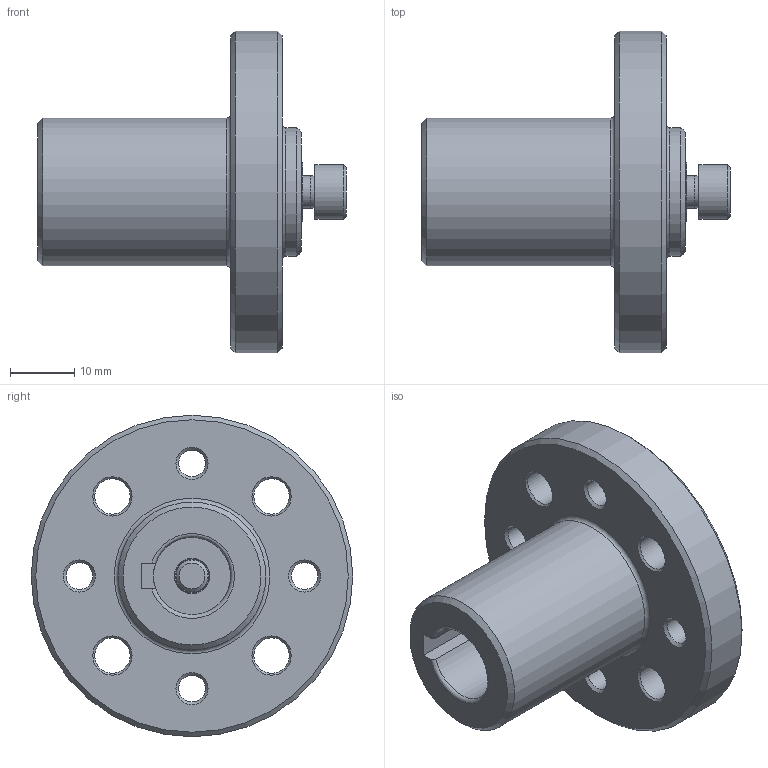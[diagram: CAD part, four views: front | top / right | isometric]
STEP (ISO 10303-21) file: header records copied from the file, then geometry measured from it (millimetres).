
FILE_DESCRIPTION(/* description */ ('STEP AP214'),/* implementation_level */ '2;1');
FILE_NAME(/* name */ '170154_FWSR-25-M5',/* time_stamp */ '2024-08-27T07:52:44+02:00',/* author */ ('License CC BY-ND 4.0'),/* organization */ ('CADENAS'),/* preprocessor_version */ 'ST-DEVELOPER v19.3',/* originating_system */ 'PARTsolutions',/* authorisation */ ' ');
FILE_SCHEMA (('AUTOMOTIVE_DESIGN {1 0 10303 214 3 1 1}'));
Length unit declared in the file: millimetre
Products named in the file (4): 170154 FWSR-25-M5; 170154 FWSR-25-M5---(part); Spring lock washer DIN 127 B5; DIN-912 - M5x12(F)
Assembly tree (3 placements, depth 2):
  170154 FWSR-25-M5
    170154 FWSR-25-M5---(part)
    Spring lock washer DIN 127 B5
    DIN-912 - M5x12(F)
Bounding box: 48 x 50 x 50 mm (x, y, z)
Volume: 23886.9 mm3; surface area: 10061.8 mm2
Topology: 3 solids, 3 shells, 81 faces, 168 edges, 98 vertices
Faces by surface type: cone 31, plane 29, cylinder 18, torus 3
Full cylindrical faces by diameter (mm): 4.134 x4, 5 x1, 5.5 x5, 8.5 x1, 11 x1, 12 x1, 20 x1, 23 x1, 50 x1
Entity records: 2021 total; most frequent: DIRECTION 362, CARTESIAN_POINT 329, ORIENTED_EDGE 240, AXIS2_PLACEMENT_3D 165, FACE_BOUND 148, EDGE_LOOP 147, EDGE_CURVE 120, VERTEX_POINT 94
